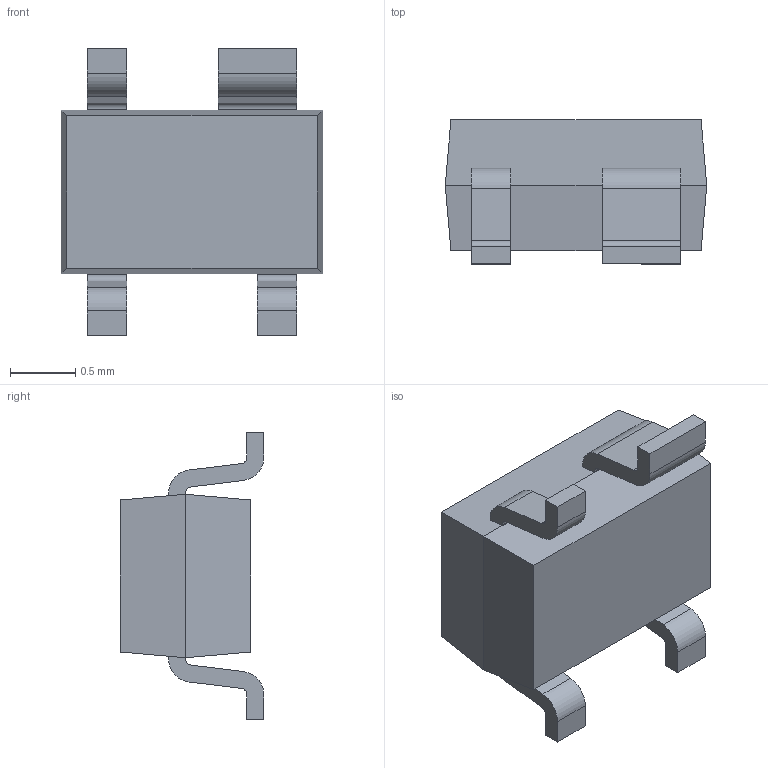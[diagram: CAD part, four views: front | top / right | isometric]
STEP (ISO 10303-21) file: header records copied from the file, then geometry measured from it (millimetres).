
FILE_DESCRIPTION (( 'STEP AP214' ), '1' );
FILE_NAME ('969BC7B1-F665-4C73-A3E2-9AC9191B34C3.STEP', '2009-01-14T21:11:39', ( 'SysAdmin' ), ( 'SolidWorks' ), 'SwSTEP 2.0', 'SolidWorks 2009', '' );
FILE_SCHEMA (( 'AUTOMOTIVE_DESIGN' ));
Length unit declared in the file: millimetre
Products named in the file (1): 969BC7B1-F665-4C73-A3E2-9AC9191B34C3
Bounding box: 2 x 1.1 x 2.2 mm (x, y, z)
Volume: 2.5 mm3; surface area: 14.6 mm2
Topology: 1 solids, 1 shells, 62 faces, 168 edges, 108 vertices
Faces by surface type: plane 46, cylinder 16
Entity records: 2061 total; most frequent: CARTESIAN_POINT 339, ORIENTED_EDGE 336, DIRECTION 326, EDGE_CURVE 168, VECTOR 136, LINE 136, VERTEX_POINT 108, AXIS2_PLACEMENT_3D 95
